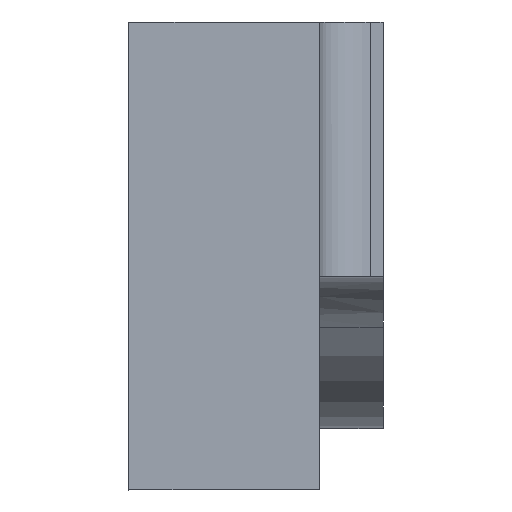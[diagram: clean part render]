
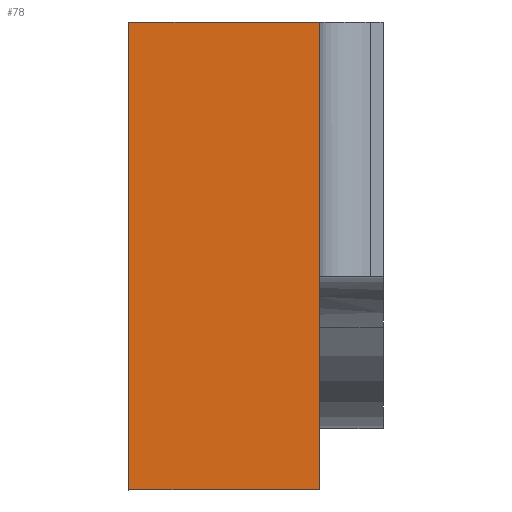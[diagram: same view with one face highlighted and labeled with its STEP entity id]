
A CAD part, left-side view. The second image highlights one B-rep face of the part: STEP entity #78.
In plain terms, the highlighted planar face has unit normal (-1, 0, 0).
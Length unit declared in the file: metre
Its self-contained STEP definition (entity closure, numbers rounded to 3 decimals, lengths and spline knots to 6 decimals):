
#78 = ADVANCED_FACE( '', ( #168 ), #169, .T. );
#168 = FACE_OUTER_BOUND( '', #268, .T. );
#169 = PLANE( '', #269 );
#268 = EDGE_LOOP( '', ( #427, #428, #429, #430 ) );
#269 = AXIS2_PLACEMENT_3D( '', #431, #432, #433 );
#427 = ORIENTED_EDGE( '', *, *, #669, .F. );
#428 = ORIENTED_EDGE( '', *, *, #670, .F. );
#429 = ORIENTED_EDGE( '', *, *, #671, .T. );
#430 = ORIENTED_EDGE( '', *, *, #644, .F. );
#431 = CARTESIAN_POINT( '', ( 0.017164, 0.031113, 0.011436 ) );
#432 = DIRECTION( '', ( -1., 0., 0. ) );
#433 = DIRECTION( '', ( 0., -1., 0. ) );
#644 = EDGE_CURVE( '', #782, #784, #785, .T. );
#669 = EDGE_CURVE( '', #823, #782, #824, .T. );
#670 = EDGE_CURVE( '', #825, #823, #826, .T. );
#671 = EDGE_CURVE( '', #825, #784, #827, .T. );
#782 = VERTEX_POINT( '', #969 );
#784 = VERTEX_POINT( '', #972 );
#785 = LINE( '', #973, #974 );
#823 = VERTEX_POINT( '', #1019 );
#824 = LINE( '', #1020, #1021 );
#825 = VERTEX_POINT( '', #1022 );
#826 = LINE( '', #1023, #1024 );
#827 = LINE( '', #1025, #1026 );
#969 = CARTESIAN_POINT( '', ( 0.017163, 0.02736, 0.004736 ) );
#972 = CARTESIAN_POINT( '', ( 0.017164, 0.031111, 0.004736 ) );
#973 = CARTESIAN_POINT( '', ( 0.017163, 0.027358, 0.004736 ) );
#974 = VECTOR( '', #1157, 1. );
#1019 = CARTESIAN_POINT( '', ( 0.017163, 0.02736, 0.013936 ) );
#1020 = CARTESIAN_POINT( '', ( 0.017163, 0.02736, 0.011436 ) );
#1021 = VECTOR( '', #1198, 1. );
#1022 = CARTESIAN_POINT( '', ( 0.017164, 0.031111, 0.013936 ) );
#1023 = CARTESIAN_POINT( '', ( 0.017164, 0.031113, 0.013936 ) );
#1024 = VECTOR( '', #1199, 1. );
#1025 = CARTESIAN_POINT( '', ( 0.017164, 0.031111, 0.011436 ) );
#1026 = VECTOR( '', #1200, 1. );
#1157 = DIRECTION( '', ( 0., 1., 0. ) );
#1198 = DIRECTION( '', ( 0., 0., -1. ) );
#1199 = DIRECTION( '', ( 0., -1., 0. ) );
#1200 = DIRECTION( '', ( 0., 0., -1. ) );
